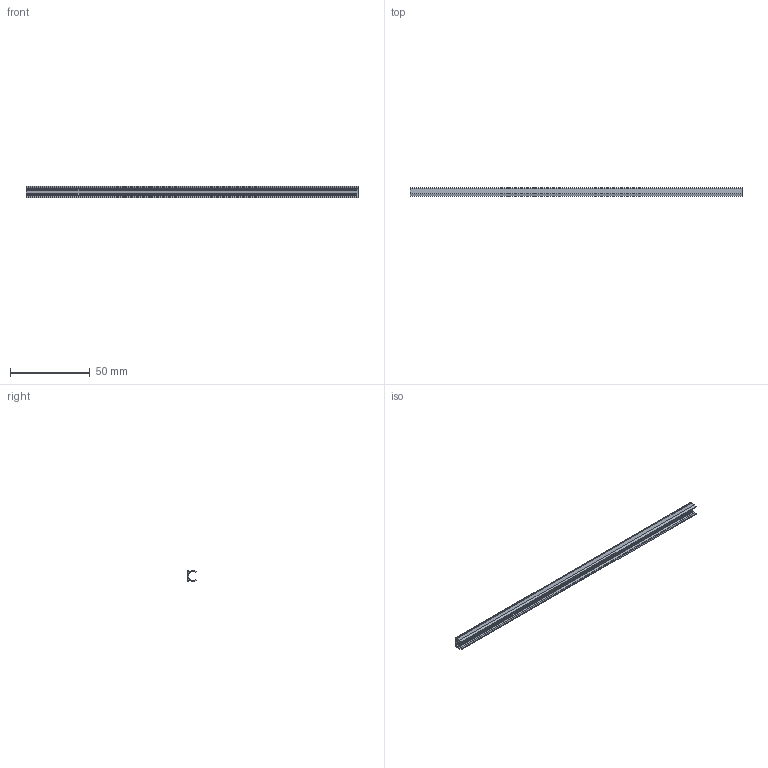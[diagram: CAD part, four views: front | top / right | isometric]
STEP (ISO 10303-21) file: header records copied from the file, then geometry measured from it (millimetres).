
FILE_DESCRIPTION(/* description */ (''),/* implementation_level */ '2;1');
FILE_NAME(/* name */ '2020 wire coiver 218.step',/* time_stamp */ '2023-06-27T16:17:49-05:00',/* author */ (''),/* organization */ (''),/* preprocessor_version */ 'ST-DEVELOPER v19.2',/* originating_system */ 'Autodesk Translation Framework v12.6.0.85',/* authorisation */ '');
FILE_SCHEMA (('AUTOMOTIVE_DESIGN { 1 0 10303 214 3 1 1 }'));
Length unit declared in the file: millimetre
Products named in the file (1): 2020 wire coiver 218
Bounding box: 208 x 5.1 x 7 mm (x, y, z)
Volume: 2131.9 mm3; surface area: 6708.2 mm2
Topology: 1 solids, 1 shells, 190 faces, 368 edges, 180 vertices
Faces by surface type: plane 190
Entity records: 4497 total; most frequent: DIRECTION 750, CARTESIAN_POINT 739, ORIENTED_EDGE 736, LINE 368, VECTOR 368, EDGE_CURVE 368, AXIS2_PLACEMENT_3D 191, FACE_OUTER_BOUND 190
